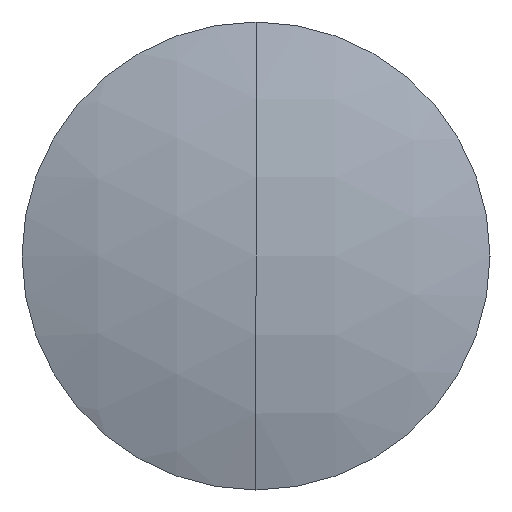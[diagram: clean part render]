
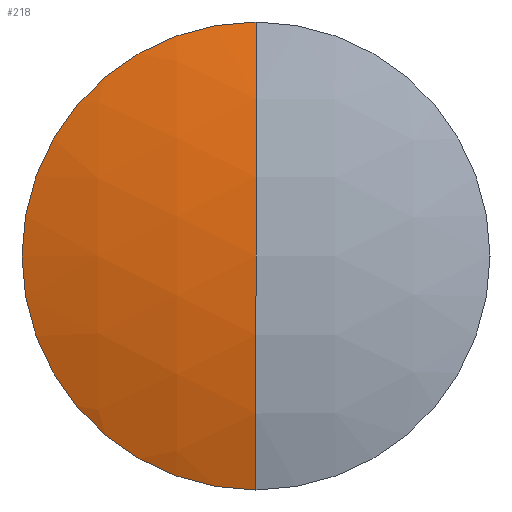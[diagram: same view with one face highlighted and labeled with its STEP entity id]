
A CAD part, left-side view. The second image highlights one B-rep face of the part: STEP entity #218.
In plain terms, the highlighted spherical face has radius 19.8 mm.
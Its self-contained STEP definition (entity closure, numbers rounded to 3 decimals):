
#10 = DIRECTION ( 'NONE',  ( 0., -1., 0. ) ) ;
#28 = VERTEX_POINT ( 'NONE', #55 ) ;
#29 = EDGE_CURVE ( 'NONE', #240, #178, #121, .T. ) ;
#31 = EDGE_LOOP ( 'NONE', ( #256, #231, #174 ) ) ;
#39 = CIRCLE ( 'NONE', #80, 6.35 ) ;
#40 = AXIS2_PLACEMENT_3D ( 'NONE', #118, #272, #193 ) ;
#55 = CARTESIAN_POINT ( 'NONE',  ( 274.455, 0., 6.35 ) ) ;
#59 = CARTESIAN_POINT ( 'NONE',  ( 293.209, 0., 0. ) ) ;
#61 = DIRECTION ( 'NONE',  ( 0., 0., 1. ) ) ;
#80 = AXIS2_PLACEMENT_3D ( 'NONE', #148, #170, #61 ) ;
#113 = CARTESIAN_POINT ( 'NONE',  ( 273.409, 0., 0. ) ) ;
#118 = CARTESIAN_POINT ( 'NONE',  ( 293.209, 0., 0. ) ) ;
#121 = CIRCLE ( 'NONE', #306, 19.8 ) ;
#148 = CARTESIAN_POINT ( 'NONE',  ( 274.455, 0., 0. ) ) ;
#164 = DIRECTION ( 'NONE',  ( 0., 0., 1. ) ) ;
#170 = DIRECTION ( 'NONE',  ( -1., 0., 0. ) ) ;
#174 = ORIENTED_EDGE ( 'NONE', *, *, #176, .F. ) ;
#176 = EDGE_CURVE ( 'NONE', #28, #178, #183, .T. ) ;
#177 = EDGE_CURVE ( 'NONE', #28, #240, #39, .T. ) ;
#178 = VERTEX_POINT ( 'NONE', #113 ) ;
#183 = CIRCLE ( 'NONE', #333, 19.8 ) ;
#187 = CARTESIAN_POINT ( 'NONE',  ( 293.209, 0., 0. ) ) ;
#193 = DIRECTION ( 'NONE',  ( 0., 0., 1. ) ) ;
#196 = CARTESIAN_POINT ( 'NONE',  ( 274.455, 0., -6.35 ) ) ;
#200 = DIRECTION ( 'NONE',  ( 0., 0., -1. ) ) ;
#218 = ADVANCED_FACE ( 'NONE', ( #254 ), #334, .T. ) ;
#231 = ORIENTED_EDGE ( 'NONE', *, *, #29, .T. ) ;
#240 = VERTEX_POINT ( 'NONE', #196 ) ;
#254 = FACE_OUTER_BOUND ( 'NONE', #31, .T. ) ;
#256 = ORIENTED_EDGE ( 'NONE', *, *, #177, .T. ) ;
#272 = DIRECTION ( 'NONE',  ( 0., 1., 0. ) ) ;
#306 = AXIS2_PLACEMENT_3D ( 'NONE', #187, #347, #164 ) ;
#333 = AXIS2_PLACEMENT_3D ( 'NONE', #59, #10, #200 ) ;
#334 = SPHERICAL_SURFACE ( 'NONE', #40, 19.8 ) ;
#347 = DIRECTION ( 'NONE',  ( 0., 1., 0. ) ) ;
